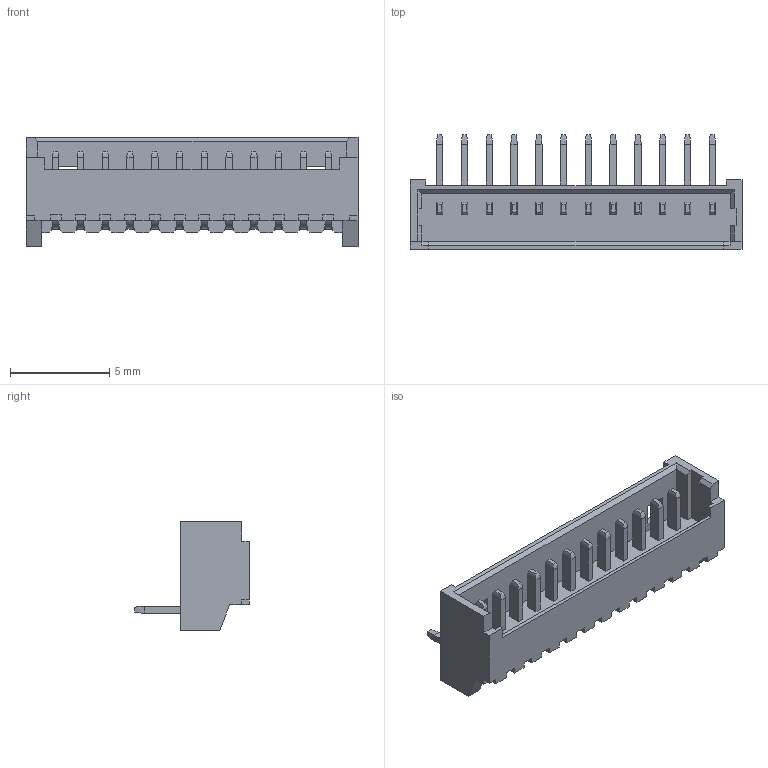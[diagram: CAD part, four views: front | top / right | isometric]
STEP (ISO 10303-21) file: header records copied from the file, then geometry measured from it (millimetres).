
FILE_DESCRIPTION((''),'2;1');
FILE_NAME('530481210','2013-12-04T',('me'),(''),'PRO/ENGINEER BY PARAMETRIC TECHNOLOGY CORPORATION, 2011490','PRO/ENGINEER BY PARAMETRIC TECHNOLOGY CORPORATION, 2011490','');
FILE_SCHEMA(('CONFIG_CONTROL_DESIGN'));
Length unit declared in the file: millimetre
Products named in the file (1): 530481210
Bounding box: 16.75 x 5.8 x 5.5 mm (x, y, z)
Volume: 123.3 mm3; surface area: 469.2 mm2
Topology: 1 solids, 1 shells, 430 faces, 1124 edges, 708 vertices
Faces by surface type: plane 322, bspline 96, cylinder 12
Entity records: 15223 total; most frequent: CARTESIAN_POINT 5119, ORIENTED_EDGE 2200, DIRECTION 1770, EDGE_CURVE 1100, VECTOR 956, LINE 956, VERTEX_POINT 684, EDGE_LOOP 446
